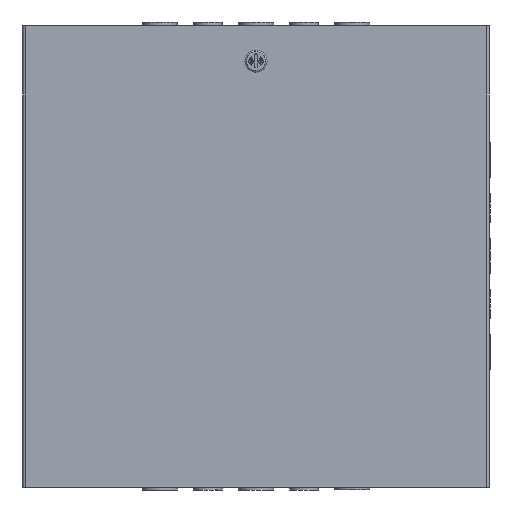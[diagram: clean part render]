
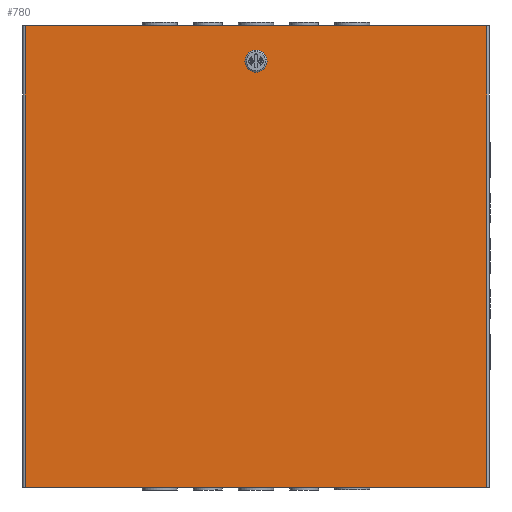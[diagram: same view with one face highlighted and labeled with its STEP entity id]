
A CAD part, front view. The second image highlights one B-rep face of the part: STEP entity #780.
In plain terms, the highlighted planar face has unit normal (0, -1, 0).
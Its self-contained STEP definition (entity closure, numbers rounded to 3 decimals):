
#780 = ADVANCED_FACE( '', ( #1975, #1976 ), #1977, .T. );
#1975 = FACE_BOUND( '', #3767, .T. );
#1976 = FACE_OUTER_BOUND( '', #3768, .T. );
#1977 = PLANE( '', #3769 );
#3767 = EDGE_LOOP( '', ( #5776, #5777, #5778, #5779 ) );
#3768 = EDGE_LOOP( '', ( #5780, #5781, #5782, #5783 ) );
#3769 = AXIS2_PLACEMENT_3D( '', #5784, #5785, #5786 );
#5776 = ORIENTED_EDGE( '', *, *, #10043, .F. );
#5777 = ORIENTED_EDGE( '', *, *, #10044, .F. );
#5778 = ORIENTED_EDGE( '', *, *, #10045, .F. );
#5779 = ORIENTED_EDGE( '', *, *, #10046, .F. );
#5780 = ORIENTED_EDGE( '', *, *, #10047, .T. );
#5781 = ORIENTED_EDGE( '', *, *, #10048, .T. );
#5782 = ORIENTED_EDGE( '', *, *, #10049, .T. );
#5783 = ORIENTED_EDGE( '', *, *, #10050, .T. );
#5784 = CARTESIAN_POINT( '', ( 0., 0., 0. ) );
#5785 = DIRECTION( '', ( 0., -1., 0. ) );
#5786 = DIRECTION( '', ( 0., 0., -1. ) );
#10043 = EDGE_CURVE( '', #11851, #11852, #11853, .T. );
#10044 = EDGE_CURVE( '', #11854, #11851, #11855, .T. );
#10045 = EDGE_CURVE( '', #11856, #11854, #11857, .T. );
#10046 = EDGE_CURVE( '', #11852, #11856, #11858, .T. );
#10047 = EDGE_CURVE( '', #11859, #11860, #11861, .T. );
#10048 = EDGE_CURVE( '', #11860, #11862, #11863, .T. );
#10049 = EDGE_CURVE( '', #11862, #11864, #11865, .T. );
#10050 = EDGE_CURVE( '', #11864, #11859, #11866, .T. );
#11851 = VERTEX_POINT( '', #14386 );
#11852 = VERTEX_POINT( '', #14387 );
#11853 = CIRCLE( '', #14388, 9.716 );
#11854 = VERTEX_POINT( '', #14389 );
#11855 = LINE( '', #14390, #14391 );
#11856 = VERTEX_POINT( '', #14392 );
#11857 = CIRCLE( '', #14393, 9.716 );
#11858 = LINE( '', #14394, #14395 );
#11859 = VERTEX_POINT( '', #14396 );
#11860 = VERTEX_POINT( '', #14397 );
#11861 = LINE( '', #14398, #14399 );
#11862 = VERTEX_POINT( '', #14400 );
#11863 = LINE( '', #14401, #14402 );
#11864 = VERTEX_POINT( '', #14403 );
#11865 = LINE( '', #14404, #14405 );
#11866 = LINE( '', #14406, #14407 );
#14386 = CARTESIAN_POINT( '', ( -5.322, 0., 201.803 ) );
#14387 = CARTESIAN_POINT( '', ( -5.322, 0., 185.547 ) );
#14388 = AXIS2_PLACEMENT_3D( '', #17722, #17723, #17724 );
#14389 = CARTESIAN_POINT( '', ( 5.322, 0., 201.803 ) );
#14390 = CARTESIAN_POINT( '', ( -5.322, 0., 201.803 ) );
#14391 = VECTOR( '', #17725, 1000. );
#14392 = CARTESIAN_POINT( '', ( 5.322, 0., 185.547 ) );
#14393 = AXIS2_PLACEMENT_3D( '', #17726, #17727, #17728 );
#14394 = CARTESIAN_POINT( '', ( -5.322, 0., 185.547 ) );
#14395 = VECTOR( '', #17729, 1000. );
#14396 = CARTESIAN_POINT( '', ( 228.549, 0., 228.6 ) );
#14397 = CARTESIAN_POINT( '', ( -228.549, 0., 228.6 ) );
#14398 = CARTESIAN_POINT( '', ( 230.886, 0., 228.6 ) );
#14399 = VECTOR( '', #17730, 1000. );
#14400 = CARTESIAN_POINT( '', ( -228.549, 0., -228.6 ) );
#14401 = CARTESIAN_POINT( '', ( -228.549, 0., 228.6 ) );
#14402 = VECTOR( '', #17731, 1000. );
#14403 = CARTESIAN_POINT( '', ( 228.549, 0., -228.6 ) );
#14404 = CARTESIAN_POINT( '', ( -230.886, 0., -228.6 ) );
#14405 = VECTOR( '', #17732, 1000. );
#14406 = CARTESIAN_POINT( '', ( 228.549, 0., -228.6 ) );
#14407 = VECTOR( '', #17733, 1000. );
#17722 = CARTESIAN_POINT( '', ( 0., 0., 193.675 ) );
#17723 = DIRECTION( '', ( 0., -1., 0. ) );
#17724 = DIRECTION( '', ( 0., 0., 1. ) );
#17725 = DIRECTION( '', ( -1., 0., 0. ) );
#17726 = CARTESIAN_POINT( '', ( 0., 0., 193.675 ) );
#17727 = DIRECTION( '', ( 0., -1., 0. ) );
#17728 = DIRECTION( '', ( 0., 0., 1. ) );
#17729 = DIRECTION( '', ( 1., 0., 0. ) );
#17730 = DIRECTION( '', ( -1., 0., 0. ) );
#17731 = DIRECTION( '', ( 0., 0., -1. ) );
#17732 = DIRECTION( '', ( 1., 0., 0. ) );
#17733 = DIRECTION( '', ( 0., 0., 1. ) );
